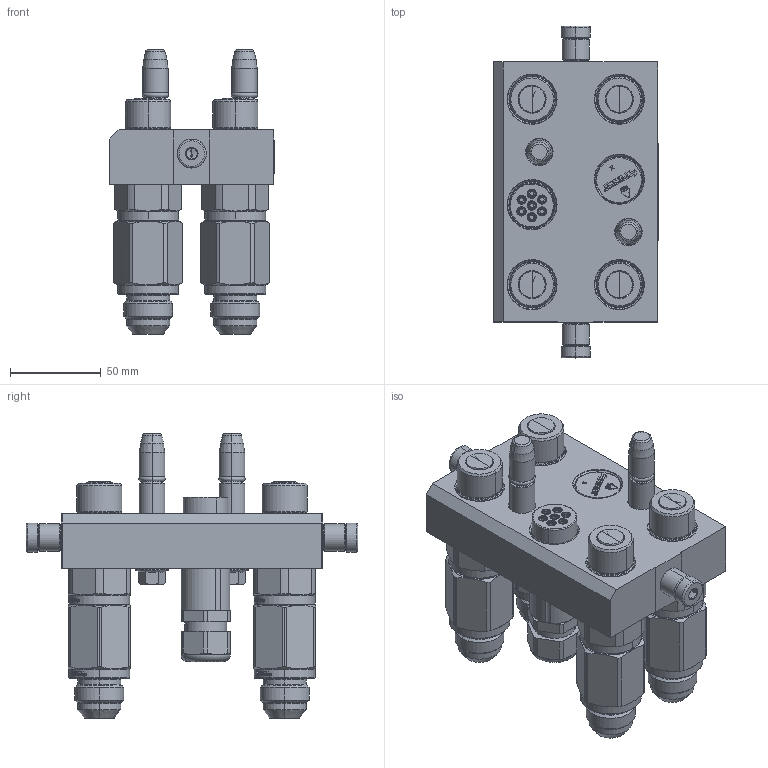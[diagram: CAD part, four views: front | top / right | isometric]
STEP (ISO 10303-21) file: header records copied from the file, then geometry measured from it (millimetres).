
FILE_DESCRIPTION (( 'STEP AP214' ), '1' );
FILE_NAME ('FASTER.step', '2024-05-13T19:24:28', ( '' ), ( '' ), 'SwSTEP 2.0', 'SolidWorks 2017', '' );
FILE_SCHEMA (( 'AUTOMOTIVE_DESIGN' ));
Length unit declared in the file: millimetre
Products named in the file (15): 4830_028_1000_011; 3ffnp1213_34sm; et002; 4830_013_3000_030; 4830_021_0000_000; P608_M_BASE; 4850_010_0000_010; corspel08-7_m; FASTER; 4830_044_0000_000; or2_62x9_19_m; 1540_080_0008_000; TAPPO_12; conn_7p_m
Assembly tree (24 placements, depth 3):
  FASTER
    P608_M_BASE
      4850_010_0000_010
      4830_021_0000_000  x2
      4830_013_3000_030  x2
      4830_028_1000_011  x2
      1540_080_0008_000  x2
      or2_62x9_19_m  x2
    3ffnp1213_34sm  x4
      3ffnp1213_34sm
    conn_7p_m
      4830_044_0000_000  x3
      corspel08-7_m
    TAPPO_12
    et002
Bounding box: 90.3 x 182.6 x 156.3 mm (x, y, z)
Volume: 14420.4 mm3; surface area: 167795.2 mm2
Topology: 6 solids, 73 shells, 3047 faces, 8940 edges, 5921 vertices
Faces by surface type: plane 1708, cylinder 611, cone 420, torus 188, bspline 114, sphere 6
Entity records: 81406 total; most frequent: CARTESIAN_POINT 19117, ORIENTED_EDGE 11045, DIRECTION 10460, EDGE_CURVE 5762, LINE 4048, VECTOR 4048, VERTEX_POINT 3786, AXIS2_PLACEMENT_3D 3206
